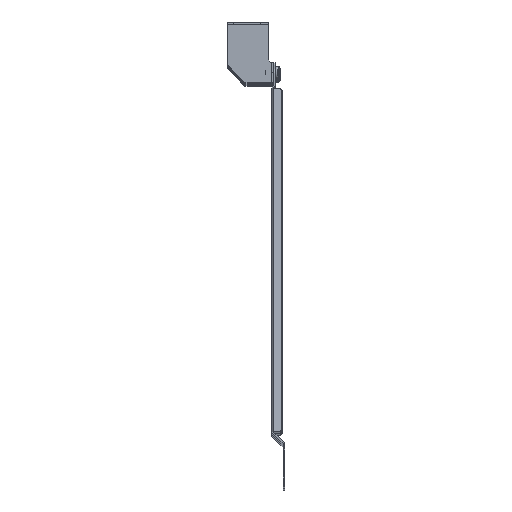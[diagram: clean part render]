
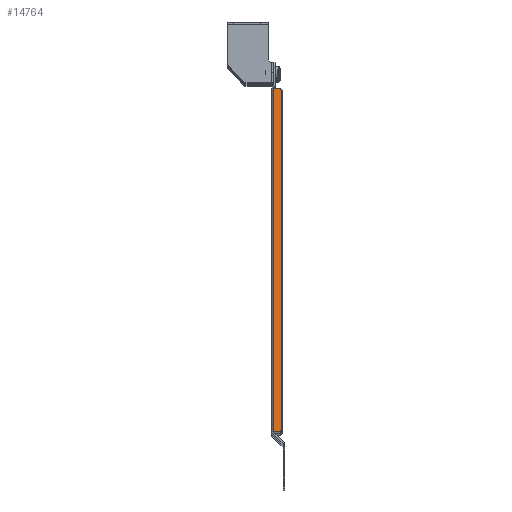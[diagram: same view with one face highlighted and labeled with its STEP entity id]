
A CAD part, top view. The second image highlights one B-rep face of the part: STEP entity #14764.
In plain terms, the highlighted planar face has unit normal (0.5, 0, 0.866).
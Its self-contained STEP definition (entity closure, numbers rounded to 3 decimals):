
#672 = CARTESIAN_POINT ( 'NONE',  ( 3.75, 58.464, 996.665 ) ) ;
#864 = EDGE_CURVE ( 'NONE', #1994, #32364, #59306, .T. ) ;
#1586 = ORIENTED_EDGE ( 'NONE', *, *, #36344, .T. ) ;
#1994 = VERTEX_POINT ( 'NONE', #62109 ) ;
#4745 = VERTEX_POINT ( 'NONE', #6076 ) ;
#4826 = LINE ( 'NONE', #31262, #65008 ) ;
#5151 = DIRECTION ( 'NONE',  ( 0., -1., 0. ) ) ;
#6076 = CARTESIAN_POINT ( 'NONE',  ( 7.995, 58.464, 994.214 ) ) ;
#7654 = ORIENTED_EDGE ( 'NONE', *, *, #58316, .T. ) ;
#7757 = VERTEX_POINT ( 'NONE', #54728 ) ;
#8422 = VECTOR ( 'NONE', #22932, 1000. ) ;
#10218 = CARTESIAN_POINT ( 'NONE',  ( 215.25, -100., 874.556 ) ) ;
#10321 = DIRECTION ( 'NONE',  ( -0.866, 0., 0.5 ) ) ;
#10465 = VECTOR ( 'NONE', #5151, 1000. ) ;
#11828 = EDGE_CURVE ( 'NONE', #48100, #62085, #30894, .T. ) ;
#12739 = ORIENTED_EDGE ( 'NONE', *, *, #51406, .T. ) ;
#13366 = VECTOR ( 'NONE', #53861, 1000. ) ;
#14764 = ADVANCED_FACE ( 'NONE', ( #40773 ), #62040, .F. ) ;
#14982 = CARTESIAN_POINT ( 'NONE',  ( 9.727, -256.464, 993.214 ) ) ;
#15027 = DIRECTION ( 'NONE',  ( -0.866, 0., 0.5 ) ) ;
#15129 = ORIENTED_EDGE ( 'NONE', *, *, #52567, .F. ) ;
#20542 = DIRECTION ( 'NONE',  ( -0.866, 0., 0.5 ) ) ;
#22932 = DIRECTION ( 'NONE',  ( -0.612, 0.707, 0.354 ) ) ;
#23629 = LINE ( 'NONE', #28432, #8422 ) ;
#23753 = DIRECTION ( 'NONE',  ( 0.866, 0., -0.5 ) ) ;
#24413 = CARTESIAN_POINT ( 'NONE',  ( 215.25, -258.464, 874.556 ) ) ;
#24513 = CARTESIAN_POINT ( 'NONE',  ( 1.268, -258.464, 998.098 ) ) ;
#25696 = LINE ( 'NONE', #66197, #41668 ) ;
#26761 = LINE ( 'NONE', #672, #13366 ) ;
#28432 = CARTESIAN_POINT ( 'NONE',  ( 7.995, 58.464, 994.214 ) ) ;
#28491 = EDGE_CURVE ( 'NONE', #7757, #53619, #49829, .T. ) ;
#30100 = DIRECTION ( 'NONE',  ( 0.612, 0.707, -0.354 ) ) ;
#30894 = LINE ( 'NONE', #52173, #10465 ) ;
#31262 = CARTESIAN_POINT ( 'NONE',  ( 215.25, -258.464, 874.556 ) ) ;
#31410 = CARTESIAN_POINT ( 'NONE',  ( 1.268, 58.464, 998.098 ) ) ;
#32364 = VERTEX_POINT ( 'NONE', #34123 ) ;
#32721 = CARTESIAN_POINT ( 'NONE',  ( 3.75, 58.464, 996.665 ) ) ;
#34123 = CARTESIAN_POINT ( 'NONE',  ( 9.727, 56.464, 993.214 ) ) ;
#36344 = EDGE_CURVE ( 'NONE', #53619, #1994, #61309, .T. ) ;
#37037 = CARTESIAN_POINT ( 'NONE',  ( 9.727, -100., 993.214 ) ) ;
#40773 = FACE_OUTER_BOUND ( 'NONE', #47829, .T. ) ;
#41668 = VECTOR ( 'NONE', #20542, 1000. ) ;
#42512 = DIRECTION ( 'NONE',  ( 0., 1., 0. ) ) ;
#42971 = VECTOR ( 'NONE', #23753, 1000. ) ;
#44664 = VERTEX_POINT ( 'NONE', #32721 ) ;
#47829 = EDGE_LOOP ( 'NONE', ( #12739, #62867, #15129, #50113, #1586, #51669, #7654, #59399 ) ) ;
#48100 = VERTEX_POINT ( 'NONE', #31410 ) ;
#48127 = CARTESIAN_POINT ( 'NONE',  ( 7.995, -258.464, 994.214 ) ) ;
#49829 = LINE ( 'NONE', #24413, #42971 ) ;
#50113 = ORIENTED_EDGE ( 'NONE', *, *, #28491, .T. ) ;
#51406 = EDGE_CURVE ( 'NONE', #44664, #48100, #26761, .T. ) ;
#51669 = ORIENTED_EDGE ( 'NONE', *, *, #864, .T. ) ;
#52173 = CARTESIAN_POINT ( 'NONE',  ( 1.268, -258.464, 998.098 ) ) ;
#52567 = EDGE_CURVE ( 'NONE', #7757, #62085, #4826, .T. ) ;
#53619 = VERTEX_POINT ( 'NONE', #48127 ) ;
#53861 = DIRECTION ( 'NONE',  ( -0.866, 0., 0.5 ) ) ;
#54728 = CARTESIAN_POINT ( 'NONE',  ( 3.75, -258.464, 996.665 ) ) ;
#55881 = DIRECTION ( 'NONE',  ( -0.5, 0., -0.866 ) ) ;
#58316 = EDGE_CURVE ( 'NONE', #32364, #4745, #23629, .T. ) ;
#59306 = LINE ( 'NONE', #37037, #62437 ) ;
#59399 = ORIENTED_EDGE ( 'NONE', *, *, #62998, .T. ) ;
#60583 = VECTOR ( 'NONE', #30100, 1000. ) ;
#61309 = LINE ( 'NONE', #14982, #60583 ) ;
#62040 = PLANE ( 'NONE',  #62869 ) ;
#62085 = VERTEX_POINT ( 'NONE', #24513 ) ;
#62109 = CARTESIAN_POINT ( 'NONE',  ( 9.727, -256.464, 993.214 ) ) ;
#62437 = VECTOR ( 'NONE', #42512, 1000. ) ;
#62867 = ORIENTED_EDGE ( 'NONE', *, *, #11828, .T. ) ;
#62869 = AXIS2_PLACEMENT_3D ( 'NONE', #10218, #55881, #15027 ) ;
#62998 = EDGE_CURVE ( 'NONE', #4745, #44664, #25696, .T. ) ;
#65008 = VECTOR ( 'NONE', #10321, 1000. ) ;
#66197 = CARTESIAN_POINT ( 'NONE',  ( 215.25, 58.464, 874.556 ) ) ;
